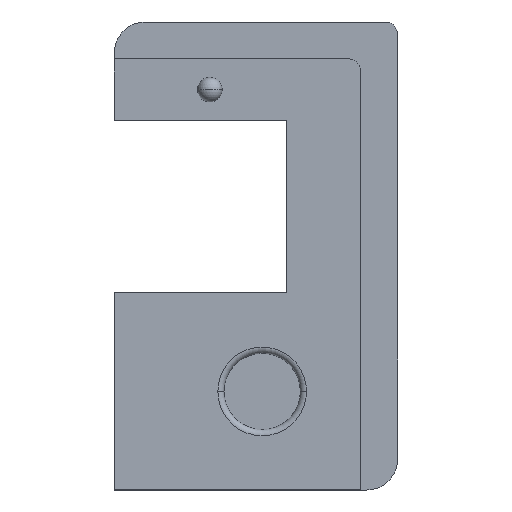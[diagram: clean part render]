
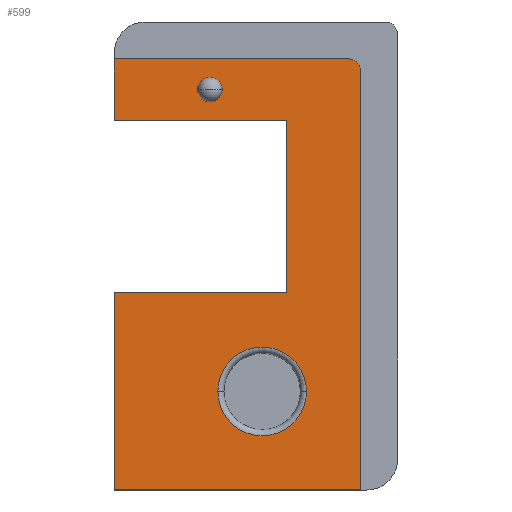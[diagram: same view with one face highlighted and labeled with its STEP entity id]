
A CAD part, top view. The second image highlights one B-rep face of the part: STEP entity #599.
In plain terms, the highlighted planar face has unit normal (0, 0, 1).
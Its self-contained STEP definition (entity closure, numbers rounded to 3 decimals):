
#11 = CARTESIAN_POINT ( 'NONE',  ( -7.149, 10.884, 11.4 ) ) ;
#19 = ORIENTED_EDGE ( 'NONE', *, *, #921, .T. ) ;
#48 = VECTOR ( 'NONE', #918, 1000. ) ;
#50 = DIRECTION ( 'NONE',  ( 1., 0., 0. ) ) ;
#73 = CARTESIAN_POINT ( 'NONE',  ( -6.499, -13.616, 11.4 ) ) ;
#77 = ORIENTED_EDGE ( 'NONE', *, *, #869, .F. ) ;
#96 = CARTESIAN_POINT ( 'NONE',  ( 4.101, 12.384, 11.4 ) ) ;
#100 = CARTESIAN_POINT ( 'NONE',  ( -14.899, -5.616, 11.4 ) ) ;
#114 = CARTESIAN_POINT ( 'NONE',  ( 0., 0., 11.4 ) ) ;
#119 = VERTEX_POINT ( 'NONE', #1155 ) ;
#120 = CARTESIAN_POINT ( 'NONE',  ( -14.899, 8.384, 11.4 ) ) ;
#134 = ORIENTED_EDGE ( 'NONE', *, *, #717, .F. ) ;
#138 = VECTOR ( 'NONE', #446, 1000. ) ;
#160 = VECTOR ( 'NONE', #1202, 1000. ) ;
#181 = VECTOR ( 'NONE', #617, 1000. ) ;
#207 = DIRECTION ( 'NONE',  ( 1., 0., 0. ) ) ;
#212 = LINE ( 'NONE', #622, #1179 ) ;
#215 = AXIS2_PLACEMENT_3D ( 'NONE', #925, #296, #593 ) ;
#229 = EDGE_CURVE ( 'NONE', #1153, #623, #396, .T. ) ;
#260 = VERTEX_POINT ( 'NONE', #1198 ) ;
#277 = EDGE_LOOP ( 'NONE', ( #320, #134 ) ) ;
#296 = DIRECTION ( 'NONE',  ( 0., 0., 1. ) ) ;
#299 = CARTESIAN_POINT ( 'NONE',  ( -14.899, 13.384, 11.4 ) ) ;
#304 = VERTEX_POINT ( 'NONE', #541 ) ;
#315 = ORIENTED_EDGE ( 'NONE', *, *, #469, .T. ) ;
#317 = ORIENTED_EDGE ( 'NONE', *, *, #457, .T. ) ;
#320 = ORIENTED_EDGE ( 'NONE', *, *, #1006, .F. ) ;
#324 = DIRECTION ( 'NONE',  ( 1., 0., 0. ) ) ;
#354 = CARTESIAN_POINT ( 'NONE',  ( 5.101, 13.384, 11.4 ) ) ;
#355 = EDGE_CURVE ( 'NONE', #1354, #543, #559, .T. ) ;
#369 = CIRCLE ( 'NONE', #215, 3.6 ) ;
#393 = DIRECTION ( 'NONE',  ( 0., 0., -1. ) ) ;
#396 = LINE ( 'NONE', #401, #181 ) ;
#401 = CARTESIAN_POINT ( 'NONE',  ( -14.899, 13.384, 11.4 ) ) ;
#409 = DIRECTION ( 'NONE',  ( 0., -1., 0. ) ) ;
#429 = EDGE_LOOP ( 'NONE', ( #19, #570 ) ) ;
#436 = FACE_OUTER_BOUND ( 'NONE', #846, .T. ) ;
#437 = ORIENTED_EDGE ( 'NONE', *, *, #229, .T. ) ;
#444 = CARTESIAN_POINT ( 'NONE',  ( -0.899, -5.616, 11.4 ) ) ;
#446 = DIRECTION ( 'NONE',  ( -1., 0., 0. ) ) ;
#457 = EDGE_CURVE ( 'NONE', #119, #1153, #580, .T. ) ;
#460 = CARTESIAN_POINT ( 'NONE',  ( -2.899, -13.616, 11.4 ) ) ;
#462 = VECTOR ( 'NONE', #1213, 1000. ) ;
#464 = DIRECTION ( 'NONE',  ( 1., 0., 0. ) ) ;
#469 = EDGE_CURVE ( 'NONE', #543, #711, #882, .T. ) ;
#510 = LINE ( 'NONE', #299, #839 ) ;
#513 = CARTESIAN_POINT ( 'NONE',  ( -6.149, 10.884, 11.4 ) ) ;
#522 = DIRECTION ( 'NONE',  ( -1., 0., 0. ) ) ;
#528 = FACE_BOUND ( 'NONE', #429, .T. ) ;
#541 = CARTESIAN_POINT ( 'NONE',  ( -8.149, 10.884, 11.4 ) ) ;
#543 = VERTEX_POINT ( 'NONE', #851 ) ;
#559 = LINE ( 'NONE', #1116, #462 ) ;
#561 = VERTEX_POINT ( 'NONE', #100 ) ;
#570 = ORIENTED_EDGE ( 'NONE', *, *, #975, .T. ) ;
#576 = LINE ( 'NONE', #1100, #48 ) ;
#580 = LINE ( 'NONE', #684, #138 ) ;
#584 = AXIS2_PLACEMENT_3D ( 'NONE', #11, #1274, #324 ) ;
#593 = DIRECTION ( 'NONE',  ( 1., 0., 0. ) ) ;
#599 = ADVANCED_FACE ( 'NONE', ( #528, #630, #436 ), #734, .F. ) ;
#609 = EDGE_CURVE ( 'NONE', #260, #623, #212, .T. ) ;
#612 = CARTESIAN_POINT ( 'NONE',  ( -14.899, 13.384, 11.4 ) ) ;
#617 = DIRECTION ( 'NONE',  ( 0., -1., 0. ) ) ;
#622 = CARTESIAN_POINT ( 'NONE',  ( -14.899, 8.384, 11.4 ) ) ;
#623 = VERTEX_POINT ( 'NONE', #120 ) ;
#630 = FACE_BOUND ( 'NONE', #277, .T. ) ;
#684 = CARTESIAN_POINT ( 'NONE',  ( -14.899, 13.384, 11.4 ) ) ;
#697 = LINE ( 'NONE', #1113, #820 ) ;
#704 = AXIS2_PLACEMENT_3D ( 'NONE', #96, #393, #207 ) ;
#711 = VERTEX_POINT ( 'NONE', #1245 ) ;
#717 = EDGE_CURVE ( 'NONE', #832, #926, #369, .T. ) ;
#734 = PLANE ( 'NONE',  #1204 ) ;
#739 = ORIENTED_EDGE ( 'NONE', *, *, #355, .T. ) ;
#784 = DIRECTION ( 'NONE',  ( 1., 0., 0. ) ) ;
#820 = VECTOR ( 'NONE', #464, 1000. ) ;
#832 = VERTEX_POINT ( 'NONE', #73 ) ;
#839 = VECTOR ( 'NONE', #409, 1000. ) ;
#846 = EDGE_LOOP ( 'NONE', ( #1051, #1275, #739, #315, #77, #317, #437, #1134, #1148 ) ) ;
#851 = CARTESIAN_POINT ( 'NONE',  ( 5.101, -21.616, 11.4 ) ) ;
#869 = EDGE_CURVE ( 'NONE', #119, #711, #1305, .T. ) ;
#882 = LINE ( 'NONE', #354, #160 ) ;
#885 = CIRCLE ( 'NONE', #1238, 3.6 ) ;
#887 = DIRECTION ( 'NONE',  ( 0., 0., 1. ) ) ;
#890 = EDGE_CURVE ( 'NONE', #561, #1354, #510, .T. ) ;
#896 = DIRECTION ( 'NONE',  ( 0., 0., -1. ) ) ;
#904 = CARTESIAN_POINT ( 'NONE',  ( -7.149, 10.884, 11.4 ) ) ;
#918 = DIRECTION ( 'NONE',  ( 0., 1., 0. ) ) ;
#921 = EDGE_CURVE ( 'NONE', #1168, #304, #1324, .T. ) ;
#925 = CARTESIAN_POINT ( 'NONE',  ( -2.899, -13.616, 11.4 ) ) ;
#926 = VERTEX_POINT ( 'NONE', #1172 ) ;
#942 = EDGE_CURVE ( 'NONE', #1293, #260, #576, .T. ) ;
#956 = EDGE_CURVE ( 'NONE', #561, #1293, #697, .T. ) ;
#975 = EDGE_CURVE ( 'NONE', #304, #1168, #1152, .T. ) ;
#1006 = EDGE_CURVE ( 'NONE', #926, #832, #885, .T. ) ;
#1013 = AXIS2_PLACEMENT_3D ( 'NONE', #904, #896, #50 ) ;
#1051 = ORIENTED_EDGE ( 'NONE', *, *, #956, .F. ) ;
#1053 = DIRECTION ( 'NONE',  ( 1., 0., 0. ) ) ;
#1100 = CARTESIAN_POINT ( 'NONE',  ( -0.899, -5.616, 11.4 ) ) ;
#1103 = CARTESIAN_POINT ( 'NONE',  ( -14.899, -21.616, 11.4 ) ) ;
#1113 = CARTESIAN_POINT ( 'NONE',  ( -14.899, -5.616, 11.4 ) ) ;
#1116 = CARTESIAN_POINT ( 'NONE',  ( -14.899, -21.616, 11.4 ) ) ;
#1134 = ORIENTED_EDGE ( 'NONE', *, *, #609, .F. ) ;
#1148 = ORIENTED_EDGE ( 'NONE', *, *, #942, .F. ) ;
#1152 = CIRCLE ( 'NONE', #1013, 1. ) ;
#1153 = VERTEX_POINT ( 'NONE', #612 ) ;
#1155 = CARTESIAN_POINT ( 'NONE',  ( 4.101, 13.384, 11.4 ) ) ;
#1163 = DIRECTION ( 'NONE',  ( 0., 0., -1. ) ) ;
#1168 = VERTEX_POINT ( 'NONE', #513 ) ;
#1172 = CARTESIAN_POINT ( 'NONE',  ( 0.701, -13.616, 11.4 ) ) ;
#1179 = VECTOR ( 'NONE', #522, 1000. ) ;
#1198 = CARTESIAN_POINT ( 'NONE',  ( -0.899, 8.384, 11.4 ) ) ;
#1202 = DIRECTION ( 'NONE',  ( 0., 1., 0. ) ) ;
#1204 = AXIS2_PLACEMENT_3D ( 'NONE', #114, #1163, #1053 ) ;
#1213 = DIRECTION ( 'NONE',  ( 1., 0., 0. ) ) ;
#1238 = AXIS2_PLACEMENT_3D ( 'NONE', #460, #887, #784 ) ;
#1245 = CARTESIAN_POINT ( 'NONE',  ( 5.101, 12.384, 11.4 ) ) ;
#1274 = DIRECTION ( 'NONE',  ( 0., 0., -1. ) ) ;
#1275 = ORIENTED_EDGE ( 'NONE', *, *, #890, .T. ) ;
#1293 = VERTEX_POINT ( 'NONE', #444 ) ;
#1305 = CIRCLE ( 'NONE', #704, 1. ) ;
#1324 = CIRCLE ( 'NONE', #584, 1. ) ;
#1354 = VERTEX_POINT ( 'NONE', #1103 ) ;
